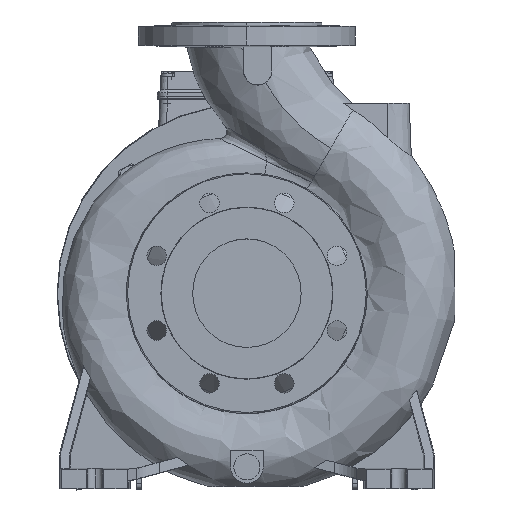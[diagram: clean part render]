
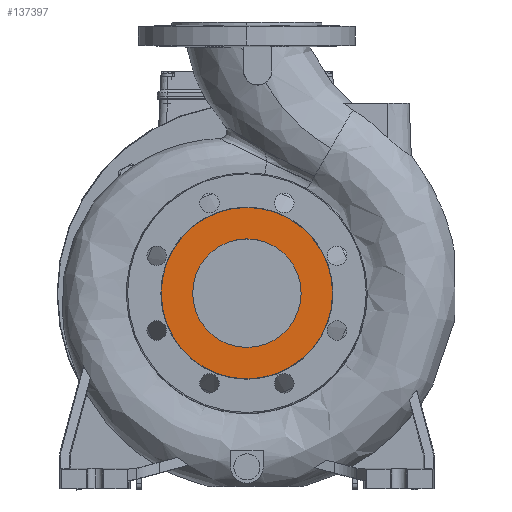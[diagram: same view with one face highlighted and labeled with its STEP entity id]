
A CAD part, top view. The second image highlights one B-rep face of the part: STEP entity #137397.
In plain terms, the highlighted planar face has unit normal (0, 0, 1).
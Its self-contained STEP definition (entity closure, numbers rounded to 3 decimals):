
#4557 = DIRECTION ( 'NONE',  ( 1., 0., 0. ) ) ;
#8180 = AXIS2_PLACEMENT_3D ( 'NONE', #76151, #110413, #4557 ) ;
#11668 = ORIENTED_EDGE ( 'NONE', *, *, #55207, .F. ) ;
#12026 = AXIS2_PLACEMENT_3D ( 'NONE', #98656, #134448, #29372 ) ;
#13153 = DIRECTION ( 'NONE',  ( 0., 0., -1. ) ) ;
#14707 = PLANE ( 'NONE',  #51386 ) ;
#16338 = VERTEX_POINT ( 'NONE', #25280 ) ;
#25280 = CARTESIAN_POINT ( 'NONE',  ( -50., 0., 125. ) ) ;
#25427 = DIRECTION ( 'NONE',  ( 0., 0., 1. ) ) ;
#27133 = CARTESIAN_POINT ( 'NONE',  ( -158., 158., 125. ) ) ;
#29372 = DIRECTION ( 'NONE',  ( -1., 0., 0. ) ) ;
#32760 = EDGE_LOOP ( 'NONE', ( #101171, #96560 ) ) ;
#35654 = CARTESIAN_POINT ( 'NONE',  ( 0., 0., 125. ) ) ;
#39626 = EDGE_CURVE ( 'NONE', #84819, #81941, #79102, .T. ) ;
#51386 = AXIS2_PLACEMENT_3D ( 'NONE', #27133, #13153, #107330 ) ;
#53262 = EDGE_LOOP ( 'NONE', ( #94341, #11668 ) ) ;
#55207 = EDGE_CURVE ( 'NONE', #16338, #134198, #102259, .T. ) ;
#64266 = CARTESIAN_POINT ( 'NONE',  ( 50., 0., 125. ) ) ;
#67159 = EDGE_CURVE ( 'NONE', #134198, #16338, #90161, .T. ) ;
#76151 = CARTESIAN_POINT ( 'NONE',  ( 0., 0., 125. ) ) ;
#79102 = CIRCLE ( 'NONE', #12026, 79. ) ;
#81941 = VERTEX_POINT ( 'NONE', #146253 ) ;
#84819 = VERTEX_POINT ( 'NONE', #125629 ) ;
#90161 = CIRCLE ( 'NONE', #8180, 50. ) ;
#91590 = CIRCLE ( 'NONE', #111473, 79. ) ;
#94015 = DIRECTION ( 'NONE',  ( 1., 0., 0. ) ) ;
#94341 = ORIENTED_EDGE ( 'NONE', *, *, #67159, .F. ) ;
#96560 = ORIENTED_EDGE ( 'NONE', *, *, #149149, .T. ) ;
#98656 = CARTESIAN_POINT ( 'NONE',  ( 0., 0., 125. ) ) ;
#101171 = ORIENTED_EDGE ( 'NONE', *, *, #39626, .T. ) ;
#102259 = CIRCLE ( 'NONE', #127042, 50. ) ;
#104185 = DIRECTION ( 'NONE',  ( 0., 0., 1. ) ) ;
#107330 = DIRECTION ( 'NONE',  ( -1., 0., 0. ) ) ;
#109452 = CARTESIAN_POINT ( 'NONE',  ( 0., 0., 125. ) ) ;
#110413 = DIRECTION ( 'NONE',  ( 0., 0., 1. ) ) ;
#111473 = AXIS2_PLACEMENT_3D ( 'NONE', #109452, #25427, #119565 ) ;
#119565 = DIRECTION ( 'NONE',  ( -1., 0., 0. ) ) ;
#125629 = CARTESIAN_POINT ( 'NONE',  ( -79., 0., 125. ) ) ;
#127042 = AXIS2_PLACEMENT_3D ( 'NONE', #35654, #104185, #94015 ) ;
#131423 = FACE_OUTER_BOUND ( 'NONE', #32760, .T. ) ;
#132967 = FACE_BOUND ( 'NONE', #53262, .T. ) ;
#134198 = VERTEX_POINT ( 'NONE', #64266 ) ;
#134448 = DIRECTION ( 'NONE',  ( 0., 0., 1. ) ) ;
#137397 = ADVANCED_FACE ( 'NONE', ( #132967, #131423 ), #14707, .F. ) ;
#146253 = CARTESIAN_POINT ( 'NONE',  ( 79., 0., 125. ) ) ;
#149149 = EDGE_CURVE ( 'NONE', #81941, #84819, #91590, .T. ) ;
